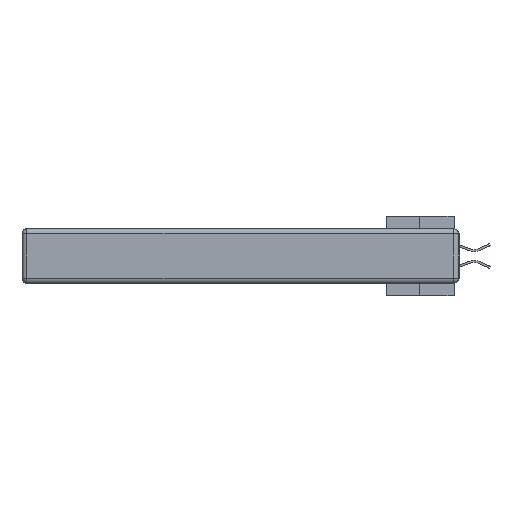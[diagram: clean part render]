
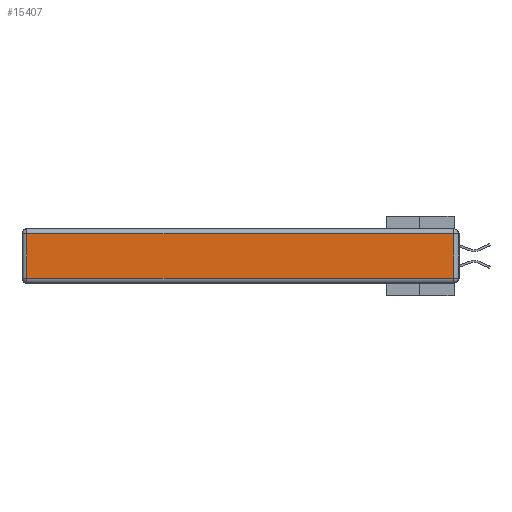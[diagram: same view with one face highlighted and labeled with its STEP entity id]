
A CAD part, left-side view. The second image highlights one B-rep face of the part: STEP entity #15407.
In plain terms, the highlighted planar face has unit normal (-1, 0, 0).
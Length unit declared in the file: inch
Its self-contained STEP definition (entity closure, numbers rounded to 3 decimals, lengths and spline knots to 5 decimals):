
#1662 = ORIENTED_EDGE ( 'NONE', *, *, #30043, .T. ) ;
#2129 = ORIENTED_EDGE ( 'NONE', *, *, #8665, .T. ) ;
#2447 = LINE ( 'NONE', #11346, #29513 ) ;
#3892 = VERTEX_POINT ( 'NONE', #33729 ) ;
#5111 = LINE ( 'NONE', #32043, #12791 ) ;
#5131 = PLANE ( 'NONE',  #20999 ) ;
#6464 = VERTEX_POINT ( 'NONE', #20036 ) ;
#7233 = CARTESIAN_POINT ( 'NONE',  ( 0., 2.75, -0.03 ) ) ;
#8665 = EDGE_CURVE ( 'NONE', #3892, #26892, #16785, .T. ) ;
#9638 = CARTESIAN_POINT ( 'NONE',  ( 0., 0.03, -0.343 ) ) ;
#11346 = CARTESIAN_POINT ( 'NONE',  ( 0., 0., -0.313 ) ) ;
#12791 = VECTOR ( 'NONE', #29086, 39.37008 ) ;
#13719 = EDGE_CURVE ( 'NONE', #30143, #3892, #2447, .T. ) ;
#14244 = VECTOR ( 'NONE', #30738, 39.37008 ) ;
#15407 = ADVANCED_FACE ( 'NONE', ( #28549 ), #5131, .T. ) ;
#16785 = LINE ( 'NONE', #9638, #14244 ) ;
#17445 = ORIENTED_EDGE ( 'NONE', *, *, #13719, .T. ) ;
#17740 = DIRECTION ( 'NONE',  ( 0., 1., 0. ) ) ;
#17979 = EDGE_CURVE ( 'NONE', #26892, #6464, #31605, .T. ) ;
#18271 = CARTESIAN_POINT ( 'NONE',  ( 0., 0.03, -0.03 ) ) ;
#20036 = CARTESIAN_POINT ( 'NONE',  ( 0., 2.72, -0.03 ) ) ;
#20983 = CARTESIAN_POINT ( 'NONE',  ( 0., 0., -0.343 ) ) ;
#20999 = AXIS2_PLACEMENT_3D ( 'NONE', #20983, #29103, #31829 ) ;
#24513 = EDGE_LOOP ( 'NONE', ( #17445, #2129, #25685, #1662 ) ) ;
#25685 = ORIENTED_EDGE ( 'NONE', *, *, #17979, .T. ) ;
#26892 = VERTEX_POINT ( 'NONE', #18271 ) ;
#26943 = VECTOR ( 'NONE', #17740, 39.37008 ) ;
#28549 = FACE_OUTER_BOUND ( 'NONE', #24513, .T. ) ;
#29086 = DIRECTION ( 'NONE',  ( 0., 0., -1. ) ) ;
#29103 = DIRECTION ( 'NONE',  ( -1., 0., 0. ) ) ;
#29513 = VECTOR ( 'NONE', #30155, 39.37008 ) ;
#30043 = EDGE_CURVE ( 'NONE', #6464, #30143, #5111, .T. ) ;
#30143 = VERTEX_POINT ( 'NONE', #32389 ) ;
#30155 = DIRECTION ( 'NONE',  ( 0., -1., 0. ) ) ;
#30738 = DIRECTION ( 'NONE',  ( 0., 0., 1. ) ) ;
#31605 = LINE ( 'NONE', #7233, #26943 ) ;
#31829 = DIRECTION ( 'NONE',  ( 0., 0., 1. ) ) ;
#32043 = CARTESIAN_POINT ( 'NONE',  ( 0., 2.72, -0.343 ) ) ;
#32389 = CARTESIAN_POINT ( 'NONE',  ( 0., 2.72, -0.313 ) ) ;
#33729 = CARTESIAN_POINT ( 'NONE',  ( 0., 0.03, -0.313 ) ) ;
